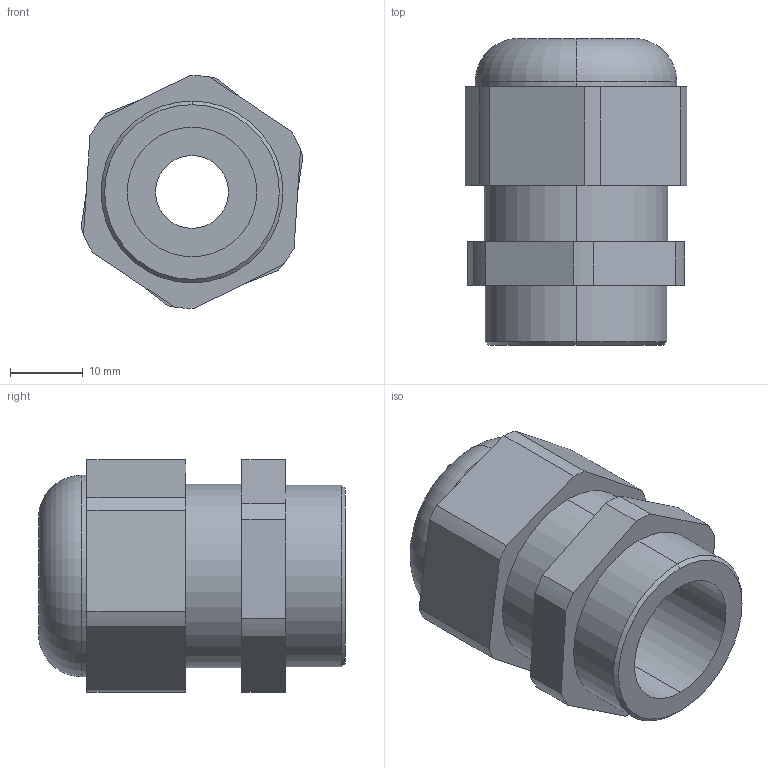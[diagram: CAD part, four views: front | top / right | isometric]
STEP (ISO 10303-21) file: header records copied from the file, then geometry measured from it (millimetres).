
FILE_DESCRIPTION (( 'STEP AP214' ), '1' );
FILE_NAME ('97520902.STEP', '2018-02-26T17:17:42', ( '' ), ( '' ), 'SwSTEP 2.0', 'SolidWorks 2017', '' );
FILE_SCHEMA (( 'AUTOMOTIVE_DESIGN' ));
Length unit declared in the file: millimetre
Products named in the file (1): 97520902
Bounding box: 30.49 x 42.15 x 32 mm (x, y, z)
Volume: 16537.7 mm3; surface area: 7308.9 mm2
Topology: 1 solids, 1 shells, 48 faces, 117 edges, 76 vertices
Faces by surface type: cylinder 25, plane 19, cone 2, torus 2
Entity records: 1487 total; most frequent: DIRECTION 269, CARTESIAN_POINT 242, ORIENTED_EDGE 234, EDGE_CURVE 117, AXIS2_PLACEMENT_3D 103, VERTEX_POINT 76, VECTOR 63, LINE 63
